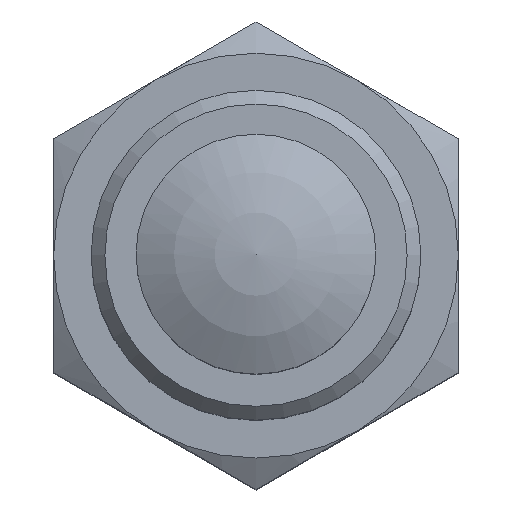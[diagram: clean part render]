
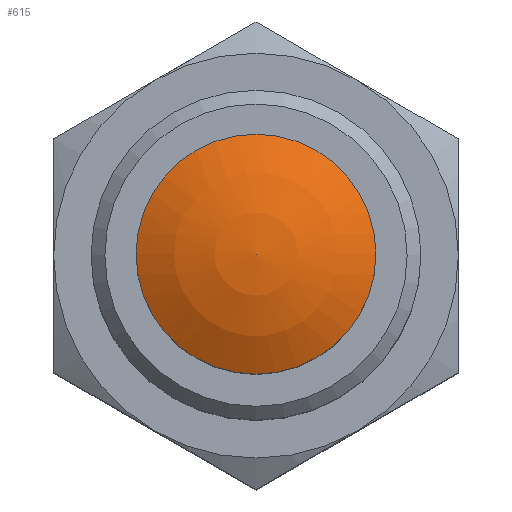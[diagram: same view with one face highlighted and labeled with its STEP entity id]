
A CAD part, top view. The second image highlights one B-rep face of the part: STEP entity #615.
In plain terms, the highlighted spherical face has radius 16 mm.
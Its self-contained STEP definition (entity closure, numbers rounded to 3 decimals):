
#34=SPHERICAL_SURFACE('',#704,16.);
#176=ORIENTED_EDGE('',*,*,#331,.T.);
#331=EDGE_CURVE('',#408,#408,#455,.T.);
#408=VERTEX_POINT('',#1039);
#455=CIRCLE('',#703,8.);
#491=EDGE_LOOP('',(#176));
#547=FACE_BOUND('',#491,.T.);
#615=ADVANCED_FACE('',(#547),#34,.T.);
#703=AXIS2_PLACEMENT_3D('',#1038,#825,#826);
#704=AXIS2_PLACEMENT_3D('',#1040,#827,#828);
#825=DIRECTION('',(1.,0.,0.));
#826=DIRECTION('',(0.,0.,-1.));
#827=DIRECTION('',(1.,0.,0.));
#828=DIRECTION('',(0.,-1.,0.));
#1038=CARTESIAN_POINT('',(40.356,0.,0.));
#1039=CARTESIAN_POINT('',(40.356,0.,-8.));
#1040=CARTESIAN_POINT('',(26.5,0.,0.));
